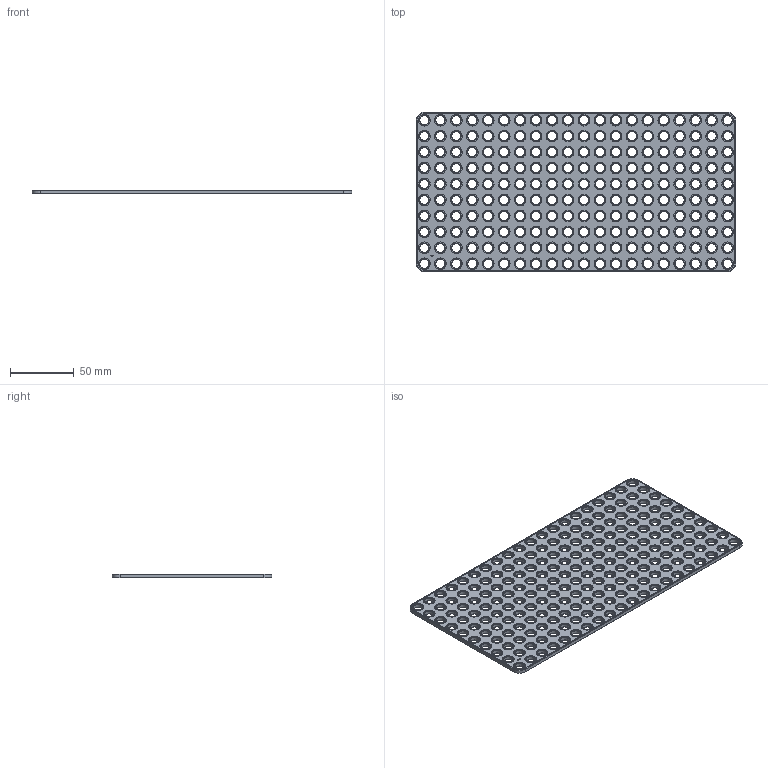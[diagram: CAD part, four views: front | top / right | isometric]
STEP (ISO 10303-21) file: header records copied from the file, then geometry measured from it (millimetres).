
FILE_DESCRIPTION(('FreeCAD Model'),'2;1');
FILE_NAME('Open CASCADE Shape Model','2024-10-09T01:01:38',(''),(''), 'Open CASCADE STEP processor 7.7','FreeCAD','Unknown');
FILE_SCHEMA(('AUTOMOTIVE_DESIGN { 1 0 10303 214 1 1 1 1 }'));
Length unit declared in the file: millimetre
Products named in the file (1): Plate RCT CRNR BU20x10x00.25 - SPN-PLT-0246 (stemfie.org)
Bounding box: 250 x 125 x 3.12 mm (x, y, z)
Volume: 69558.6 mm3; surface area: 62638.7 mm2
Topology: 1 solids, 1 shells, 1487 faces, 3340 edges, 2088 vertices
Faces by surface type: plane 531, cylinder 408, cone 408, extrusion 140
Full cylindrical faces by diameter (mm): 7 x200, 9.2 x200
Entity records: 42556 total; most frequent: CARTESIAN_POINT 8060, DIRECTION 7120, ORIENTED_EDGE 6680, EDGE_CURVE 3340, AXIS2_PLACEMENT_3D 2572, FACE_BOUND 2120, EDGE_LOOP 2120, VERTEX_POINT 2088
